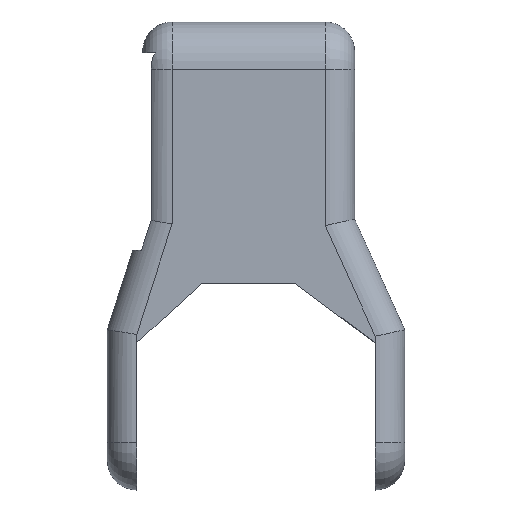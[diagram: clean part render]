
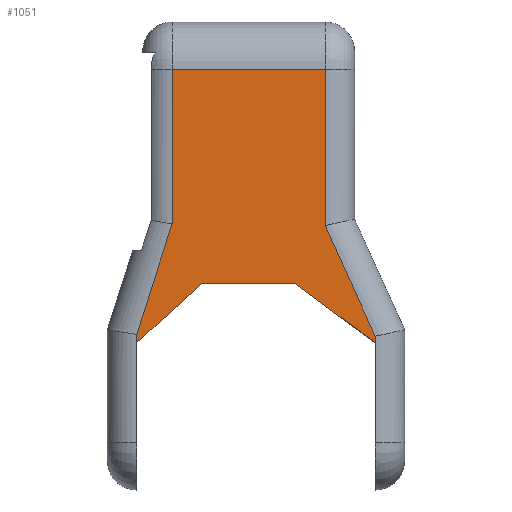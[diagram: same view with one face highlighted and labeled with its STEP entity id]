
A CAD part, front view. The second image highlights one B-rep face of the part: STEP entity #1051.
In plain terms, the highlighted planar face has unit normal (0, -1, 0).
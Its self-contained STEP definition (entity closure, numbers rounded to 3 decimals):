
#57 = EDGE_CURVE ( 'NONE', #1111, #327, #143, .T. ) ;
#103 = ORIENTED_EDGE ( 'NONE', *, *, #988, .T. ) ;
#107 = FACE_OUTER_BOUND ( 'NONE', #1870, .T. ) ;
#120 = CARTESIAN_POINT ( 'NONE',  ( 8., -8., 27.5 ) ) ;
#131 = DIRECTION ( 'NONE',  ( -0.804, 0., 0.595 ) ) ;
#143 = LINE ( 'NONE', #1227, #2518 ) ;
#207 = VERTEX_POINT ( 'NONE', #2472 ) ;
#259 = LINE ( 'NONE', #893, #2138 ) ;
#269 = ORIENTED_EDGE ( 'NONE', *, *, #2388, .T. ) ;
#291 = VECTOR ( 'NONE', #1752, 1000. ) ;
#327 = VERTEX_POINT ( 'NONE', #1728 ) ;
#334 = PLANE ( 'NONE',  #2466 ) ;
#429 = CARTESIAN_POINT ( 'NONE',  ( -19., -8., 0.5 ) ) ;
#439 = DIRECTION ( 'NONE',  ( 0., 0., -1. ) ) ;
#476 = CARTESIAN_POINT ( 'NONE',  ( -13., -8., 64. ) ) ;
#481 = ORIENTED_EDGE ( 'NONE', *, *, #1816, .T. ) ;
#495 = ORIENTED_EDGE ( 'NONE', *, *, #1037, .F. ) ;
#521 = EDGE_CURVE ( 'NONE', #527, #1083, #891, .T. ) ;
#526 = DIRECTION ( 'NONE',  ( 0., 0., 1. ) ) ;
#527 = VERTEX_POINT ( 'NONE', #2079 ) ;
#529 = DIRECTION ( 'NONE',  ( 0., -1., 0. ) ) ;
#545 = VECTOR ( 'NONE', #683, 1000. ) ;
#653 = EDGE_CURVE ( 'NONE', #1083, #841, #1172, .T. ) ;
#683 = DIRECTION ( 'NONE',  ( -1., 0., 0. ) ) ;
#771 = CARTESIAN_POINT ( 'NONE',  ( 18., -8., 64. ) ) ;
#841 = VERTEX_POINT ( 'NONE', #2272 ) ;
#859 = EDGE_CURVE ( 'NONE', #1011, #1253, #2481, .T. ) ;
#891 = LINE ( 'NONE', #1255, #545 ) ;
#893 = CARTESIAN_POINT ( 'NONE',  ( -19.237, -8., 18.191 ) ) ;
#923 = DIRECTION ( 'NONE',  ( 0., 0., -1. ) ) ;
#930 = CARTESIAN_POINT ( 'NONE',  ( 21.5, -8., 19.712 ) ) ;
#988 = EDGE_CURVE ( 'NONE', #2240, #841, #1477, .T. ) ;
#1011 = VERTEX_POINT ( 'NONE', #476 ) ;
#1037 = EDGE_CURVE ( 'NONE', #2262, #527, #1950, .T. ) ;
#1051 = ADVANCED_FACE ( 'NONE', ( #107 ), #334, .T. ) ;
#1083 = VERTEX_POINT ( 'NONE', #2396 ) ;
#1111 = VERTEX_POINT ( 'NONE', #1314 ) ;
#1164 = ORIENTED_EDGE ( 'NONE', *, *, #1514, .T. ) ;
#1172 = LINE ( 'NONE', #2155, #291 ) ;
#1193 = VECTOR ( 'NONE', #1901, 1000. ) ;
#1227 = CARTESIAN_POINT ( 'NONE',  ( 13., -8., 64. ) ) ;
#1253 = VERTEX_POINT ( 'NONE', #2470 ) ;
#1255 = CARTESIAN_POINT ( 'NONE',  ( -8., -8., 27.5 ) ) ;
#1275 = CARTESIAN_POINT ( 'NONE',  ( 13.445, -8., 36.439 ) ) ;
#1300 = VECTOR ( 'NONE', #2536, 1000. ) ;
#1314 = CARTESIAN_POINT ( 'NONE',  ( 13., -8., 37.422 ) ) ;
#1464 = CARTESIAN_POINT ( 'NONE',  ( -13., -8., 38.5 ) ) ;
#1477 = LINE ( 'NONE', #429, #1300 ) ;
#1512 = EDGE_CURVE ( 'NONE', #2262, #207, #1956, .T. ) ;
#1514 = EDGE_CURVE ( 'NONE', #327, #1011, #2582, .T. ) ;
#1708 = LINE ( 'NONE', #1275, #1193 ) ;
#1728 = CARTESIAN_POINT ( 'NONE',  ( 13., -8., 64. ) ) ;
#1752 = DIRECTION ( 'NONE',  ( -0.74, 0., -0.673 ) ) ;
#1758 = DIRECTION ( 'NONE',  ( -1., 0., 0. ) ) ;
#1779 = CARTESIAN_POINT ( 'NONE',  ( 0., -8., 0. ) ) ;
#1781 = ORIENTED_EDGE ( 'NONE', *, *, #1512, .T. ) ;
#1805 = ORIENTED_EDGE ( 'NONE', *, *, #653, .F. ) ;
#1816 = EDGE_CURVE ( 'NONE', #1253, #2240, #259, .T. ) ;
#1870 = EDGE_LOOP ( 'NONE', ( #481, #103, #1805, #2432, #495, #1781, #269, #1958, #1164, #2183 ) ) ;
#1901 = DIRECTION ( 'NONE',  ( -0.412, 0., 0.911 ) ) ;
#1950 = LINE ( 'NONE', #120, #2121 ) ;
#1956 = LINE ( 'NONE', #930, #2284 ) ;
#1958 = ORIENTED_EDGE ( 'NONE', *, *, #57, .T. ) ;
#2030 = VECTOR ( 'NONE', #1758, 1000. ) ;
#2079 = CARTESIAN_POINT ( 'NONE',  ( 8., -8., 27.5 ) ) ;
#2121 = VECTOR ( 'NONE', #131, 1000. ) ;
#2138 = VECTOR ( 'NONE', #2295, 1000. ) ;
#2155 = CARTESIAN_POINT ( 'NONE',  ( -19., -8., 17.5 ) ) ;
#2160 = VECTOR ( 'NONE', #439, 1000. ) ;
#2183 = ORIENTED_EDGE ( 'NONE', *, *, #859, .T. ) ;
#2240 = VERTEX_POINT ( 'NONE', #2297 ) ;
#2262 = VERTEX_POINT ( 'NONE', #2491 ) ;
#2272 = CARTESIAN_POINT ( 'NONE',  ( -19., -8., 17.5 ) ) ;
#2284 = VECTOR ( 'NONE', #2624, 1000. ) ;
#2295 = DIRECTION ( 'NONE',  ( -0.304, 0., -0.953 ) ) ;
#2297 = CARTESIAN_POINT ( 'NONE',  ( -19., -8., 18.933 ) ) ;
#2388 = EDGE_CURVE ( 'NONE', #207, #1111, #1708, .T. ) ;
#2396 = CARTESIAN_POINT ( 'NONE',  ( -8., -8., 27.5 ) ) ;
#2432 = ORIENTED_EDGE ( 'NONE', *, *, #521, .F. ) ;
#2466 = AXIS2_PLACEMENT_3D ( 'NONE', #1779, #529, #923 ) ;
#2470 = CARTESIAN_POINT ( 'NONE',  ( -13., -8., 37.721 ) ) ;
#2472 = CARTESIAN_POINT ( 'NONE',  ( 21.5, -8., 18.633 ) ) ;
#2481 = LINE ( 'NONE', #1464, #2160 ) ;
#2491 = CARTESIAN_POINT ( 'NONE',  ( 21.5, -8., 17.5 ) ) ;
#2518 = VECTOR ( 'NONE', #526, 1000. ) ;
#2536 = DIRECTION ( 'NONE',  ( 0., 0., -1. ) ) ;
#2582 = LINE ( 'NONE', #771, #2030 ) ;
#2624 = DIRECTION ( 'NONE',  ( 0., 0., 1. ) ) ;
